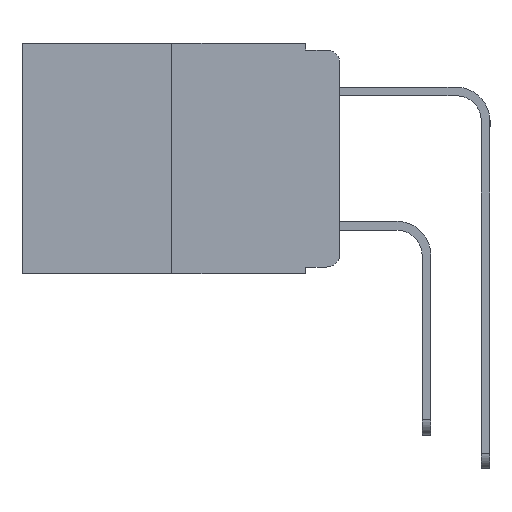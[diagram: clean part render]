
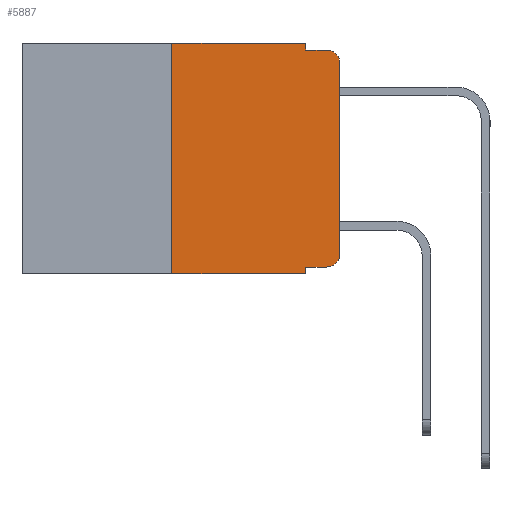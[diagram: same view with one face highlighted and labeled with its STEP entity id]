
A CAD part, left-side view. The second image highlights one B-rep face of the part: STEP entity #5887.
In plain terms, the highlighted planar face has unit normal (-1, 0, 0).
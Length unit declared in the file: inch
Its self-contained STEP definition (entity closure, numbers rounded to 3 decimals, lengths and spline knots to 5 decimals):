
#58 = ORIENTED_EDGE ( 'NONE', *, *, #19079, .F. ) ;
#99 = EDGE_LOOP ( 'NONE', ( #15861, #2746, #6052, #11772, #58, #1317, #2179, #5567, #6116, #6815 ) ) ;
#731 = CARTESIAN_POINT ( 'NONE',  ( 0., 0.051, 0. ) ) ;
#733 = LINE ( 'NONE', #8075, #4671 ) ;
#793 = VERTEX_POINT ( 'NONE', #8690 ) ;
#1034 = VECTOR ( 'NONE', #16505, 39.37008 ) ;
#1317 = ORIENTED_EDGE ( 'NONE', *, *, #9027, .F. ) ;
#1728 = CARTESIAN_POINT ( 'NONE',  ( 0., 0.473, 0. ) ) ;
#1782 = VERTEX_POINT ( 'NONE', #20661 ) ;
#1956 = CARTESIAN_POINT ( 'NONE',  ( 0., 0.02, -0.333 ) ) ;
#2100 = VERTEX_POINT ( 'NONE', #7096 ) ;
#2179 = ORIENTED_EDGE ( 'NONE', *, *, #6070, .T. ) ;
#2746 = ORIENTED_EDGE ( 'NONE', *, *, #13344, .T. ) ;
#3112 = FACE_OUTER_BOUND ( 'NONE', #99, .T. ) ;
#3541 = VECTOR ( 'NONE', #4163, 39.37008 ) ;
#3556 = CIRCLE ( 'NONE', #17679, 0.02 ) ;
#4009 = CARTESIAN_POINT ( 'NONE',  ( 0., 0., -0.03 ) ) ;
#4163 = DIRECTION ( 'NONE',  ( 0., -1., 0. ) ) ;
#4215 = DIRECTION ( 'NONE',  ( 0., 0., 1. ) ) ;
#4671 = VECTOR ( 'NONE', #15991, 39.37008 ) ;
#4728 = EDGE_CURVE ( 'NONE', #5956, #13427, #13018, .T. ) ;
#4796 = LINE ( 'NONE', #12865, #12837 ) ;
#4912 = LINE ( 'NONE', #11911, #16124 ) ;
#5249 = LINE ( 'NONE', #18508, #9016 ) ;
#5269 = VERTEX_POINT ( 'NONE', #19482 ) ;
#5458 = LINE ( 'NONE', #10130, #1034 ) ;
#5567 = ORIENTED_EDGE ( 'NONE', *, *, #7968, .F. ) ;
#5800 = EDGE_CURVE ( 'NONE', #793, #5956, #733, .T. ) ;
#5887 = ADVANCED_FACE ( 'NONE', ( #3112 ), #9819, .F. ) ;
#5956 = VERTEX_POINT ( 'NONE', #1956 ) ;
#6052 = ORIENTED_EDGE ( 'NONE', *, *, #12246, .F. ) ;
#6070 = EDGE_CURVE ( 'NONE', #1782, #8185, #4912, .T. ) ;
#6116 = ORIENTED_EDGE ( 'NONE', *, *, #5800, .T. ) ;
#6144 = VERTEX_POINT ( 'NONE', #731 ) ;
#6662 = DIRECTION ( 'NONE',  ( 0., 0., -1. ) ) ;
#6815 = ORIENTED_EDGE ( 'NONE', *, *, #4728, .T. ) ;
#7096 = CARTESIAN_POINT ( 'NONE',  ( 0., 0.051, -0.01 ) ) ;
#7725 = DIRECTION ( 'NONE',  ( -1., 0., 0. ) ) ;
#7879 = LINE ( 'NONE', #7901, #11126 ) ;
#7901 = CARTESIAN_POINT ( 'NONE',  ( 0., 0.051, -0.01 ) ) ;
#7968 = EDGE_CURVE ( 'NONE', #793, #8185, #10628, .T. ) ;
#8075 = CARTESIAN_POINT ( 'NONE',  ( 0., 0.051, -0.333 ) ) ;
#8185 = VERTEX_POINT ( 'NONE', #14955 ) ;
#8690 = CARTESIAN_POINT ( 'NONE',  ( 0., 0.051, -0.333 ) ) ;
#9016 = VECTOR ( 'NONE', #4215, 39.37008 ) ;
#9027 = EDGE_CURVE ( 'NONE', #1782, #20632, #5249, .T. ) ;
#9507 = DIRECTION ( 'NONE',  ( 0., -1., 0. ) ) ;
#9819 = PLANE ( 'NONE',  #14874 ) ;
#10093 = EDGE_CURVE ( 'NONE', #6144, #2100, #5458, .T. ) ;
#10116 = VECTOR ( 'NONE', #13749, 39.37008 ) ;
#10130 = CARTESIAN_POINT ( 'NONE',  ( 0., 0.051, 0. ) ) ;
#10628 = LINE ( 'NONE', #12122, #10116 ) ;
#10763 = VERTEX_POINT ( 'NONE', #4009 ) ;
#11126 = VECTOR ( 'NONE', #9507, 39.37008 ) ;
#11676 = DIRECTION ( 'NONE',  ( 0., 0., -1. ) ) ;
#11681 = DIRECTION ( 'NONE',  ( -1., 0., 0. ) ) ;
#11772 = ORIENTED_EDGE ( 'NONE', *, *, #10093, .F. ) ;
#11911 = CARTESIAN_POINT ( 'NONE',  ( 0., 0.473, -0.343 ) ) ;
#12102 = LINE ( 'NONE', #12157, #3541 ) ;
#12122 = CARTESIAN_POINT ( 'NONE',  ( 0., 0.051, 0. ) ) ;
#12157 = CARTESIAN_POINT ( 'NONE',  ( 0., 0.473, 0. ) ) ;
#12246 = EDGE_CURVE ( 'NONE', #2100, #5269, #7879, .T. ) ;
#12837 = VECTOR ( 'NONE', #17636, 39.37008 ) ;
#12865 = CARTESIAN_POINT ( 'NONE',  ( 0., 0., 0. ) ) ;
#13018 = CIRCLE ( 'NONE', #19258, 0.02 ) ;
#13344 = EDGE_CURVE ( 'NONE', #10763, #5269, #3556, .T. ) ;
#13427 = VERTEX_POINT ( 'NONE', #17339 ) ;
#13749 = DIRECTION ( 'NONE',  ( 0., 0., -1. ) ) ;
#13948 = CARTESIAN_POINT ( 'NONE',  ( 0., 0.02, -0.313 ) ) ;
#14393 = EDGE_CURVE ( 'NONE', #13427, #10763, #4796, .T. ) ;
#14874 = AXIS2_PLACEMENT_3D ( 'NONE', #1728, #16191, #6662 ) ;
#14955 = CARTESIAN_POINT ( 'NONE',  ( 0., 0.051, -0.343 ) ) ;
#15111 = DIRECTION ( 'NONE',  ( 0., -1., 0. ) ) ;
#15861 = ORIENTED_EDGE ( 'NONE', *, *, #14393, .T. ) ;
#15991 = DIRECTION ( 'NONE',  ( 0., -1., 0. ) ) ;
#16124 = VECTOR ( 'NONE', #15111, 39.37008 ) ;
#16191 = DIRECTION ( 'NONE',  ( 1., 0., 0. ) ) ;
#16505 = DIRECTION ( 'NONE',  ( 0., 0., -1. ) ) ;
#17205 = CARTESIAN_POINT ( 'NONE',  ( 0., 0.02, -0.03 ) ) ;
#17339 = CARTESIAN_POINT ( 'NONE',  ( 0., 0., -0.313 ) ) ;
#17636 = DIRECTION ( 'NONE',  ( 0., 0., 1. ) ) ;
#17679 = AXIS2_PLACEMENT_3D ( 'NONE', #17205, #7725, #18762 ) ;
#18508 = CARTESIAN_POINT ( 'NONE',  ( 0., 0.25, 0. ) ) ;
#18762 = DIRECTION ( 'NONE',  ( 0., 0., -1. ) ) ;
#19079 = EDGE_CURVE ( 'NONE', #20632, #6144, #12102, .T. ) ;
#19258 = AXIS2_PLACEMENT_3D ( 'NONE', #13948, #11681, #11676 ) ;
#19468 = CARTESIAN_POINT ( 'NONE',  ( 0., 0.25, 0. ) ) ;
#19482 = CARTESIAN_POINT ( 'NONE',  ( 0., 0.02, -0.01 ) ) ;
#20632 = VERTEX_POINT ( 'NONE', #19468 ) ;
#20661 = CARTESIAN_POINT ( 'NONE',  ( 0., 0.25, -0.343 ) ) ;
